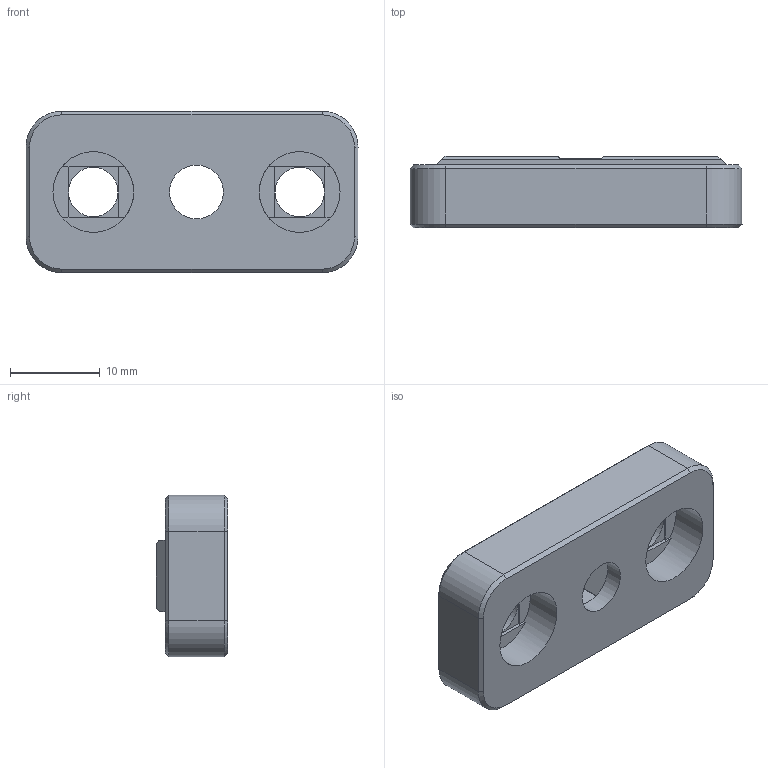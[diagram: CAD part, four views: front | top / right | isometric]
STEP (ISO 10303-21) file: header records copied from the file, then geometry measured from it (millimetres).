
FILE_DESCRIPTION(/* description */ ('STEP AP242','CAx-IF Rec.Pracs.---Representation and Presentation of Product Manufacturing Information (PMI)---4.0---2014-10-13','CAx-IF Rec.Pracs.---3D Tessellated Geometry---0.4---2014-09-14','2;1'),/* implementation_level */ '2;1');
FILE_NAME(/* name */ '6335a6a79236824bc2ee4dd5',/* time_stamp */ '2022-09-29T14:07:36+00:00',/* author */ (''),/* organization */ (''),/* preprocessor_version */ 'ST-DEVELOPER v18.102',/* originating_system */ ' ',/* authorisation */ ' ');
FILE_SCHEMA (('AP242_MANAGED_MODEL_BASED_3D_ENGINEERING_MIM_LF { 1 0 10303 442 1 1 4 }'));
Length unit declared in the file: metre
Products named in the file (1): 2020 Gantry Mount
Bounding box: 37 x 8 x 18 mm (x, y, z)
Volume: 3705.9 mm3; surface area: 2450.1 mm2
Topology: 1 solids, 1 shells, 73 faces, 186 edges, 118 vertices
Faces by surface type: plane 56, cylinder 9, cone 8
Full cylindrical faces by diameter (mm): 5.5 x2, 6 x1, 9 x2
Entity records: 2159 total; most frequent: CARTESIAN_POINT 369, DIRECTION 359, ORIENTED_EDGE 358, EDGE_CURVE 179, LINE 147, VECTOR 147, VERTEX_POINT 116, AXIS2_PLACEMENT_3D 106
